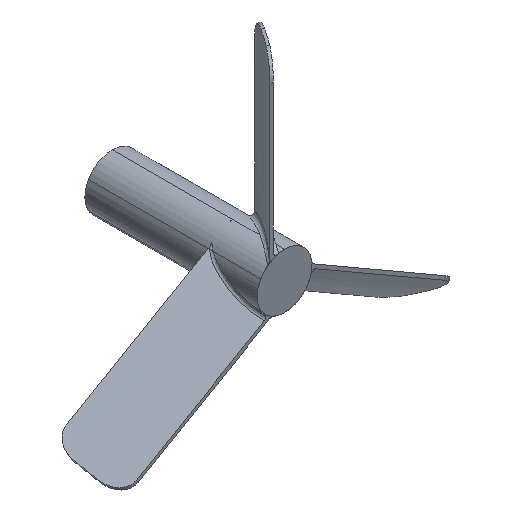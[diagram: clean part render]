
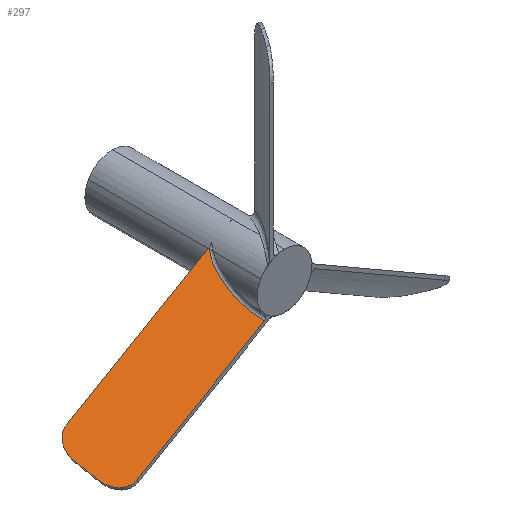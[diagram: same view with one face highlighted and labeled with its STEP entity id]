
A CAD part, isometric view. The second image highlights one B-rep face of the part: STEP entity #297.
In plain terms, the highlighted cylindrical face has radius 115.795 mm (diameter 231.59 mm), a partial arc.
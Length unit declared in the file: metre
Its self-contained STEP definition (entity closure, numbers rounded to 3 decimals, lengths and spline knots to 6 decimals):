
#45 = DIRECTION ( 'NONE',  ( 0.5, 0., -0.866 ) ) ;
#97 = CARTESIAN_POINT ( 'NONE',  ( -0.039086, 0.000011, -0.025317 ) ) ;
#141 = VERTEX_POINT ( 'NONE', #2527 ) ;
#152 = CARTESIAN_POINT ( 'NONE',  ( -0.046977, 0.010601, -0.020898 ) ) ;
#178 = CARTESIAN_POINT ( 'NONE',  ( -0.004189, 0.010994, 0.0041 ) ) ;
#186 = CARTESIAN_POINT ( 'NONE',  ( -0.001567, 0., -0.003666 ) ) ;
#208 = EDGE_CURVE ( 'NONE', #141, #2275, #690, .T. ) ;
#233 = FACE_OUTER_BOUND ( 'NONE', #2342, .T. ) ;
#294 = CARTESIAN_POINT ( 'NONE',  ( -0.043902, 0.002964, -0.025377 ) ) ;
#295 = ORIENTED_EDGE ( 'NONE', *, *, #332, .T. ) ;
#297 = ADVANCED_FACE ( 'NONE', ( #233 ), #2297, .T. ) ;
#324 = CARTESIAN_POINT ( 'NONE',  ( -0.046779, 0.01, -0.02124 ) ) ;
#332 = EDGE_CURVE ( 'NONE', #1872, #1191, #2607, .T. ) ;
#343 = CARTESIAN_POINT ( 'NONE',  ( -0.004275, 0.008412, 0.002073 ) ) ;
#348 = CARTESIAN_POINT ( 'NONE',  ( -0.046595, 0.013618, -0.018491 ) ) ;
#357 = VECTOR ( 'NONE', #1976, 1. ) ;
#448 = LINE ( 'NONE', #887, #357 ) ;
#470 = CARTESIAN_POINT ( 'NONE',  ( -0.041461, 0.000806, -0.025937 ) ) ;
#476 = EDGE_CURVE ( 'NONE', #993, #2275, #2188, .T. ) ;
#555 = CARTESIAN_POINT ( 'NONE',  ( -0.045775, 0.014484, -0.017417 ) ) ;
#581 = CARTESIAN_POINT ( 'NONE',  ( -0.044319, 0.015, -0.016224 ) ) ;
#690 = LINE ( 'NONE', #1081, #1912 ) ;
#692 = CARTESIAN_POINT ( 'NONE',  ( -0.045036, 0.005, -0.024259 ) ) ;
#723 = AXIS2_PLACEMENT_3D ( 'NONE', #2522, #844, #1698 ) ;
#777 = CARTESIAN_POINT ( 'NONE',  ( -0.047067, 0.01206, -0.019875 ) ) ;
#786 = B_SPLINE_CURVE_WITH_KNOTS ( 'NONE', 3,
 ( #1600, #581, #1165, #1411, #1386, #555, #2227, #2253, #1179, #1397, #348, #1204, #2048, #2473, #777, #1002, #152, #800 ),
 .UNSPECIFIED., .F., .F.,
 ( 4, 2, 2, 2, 2, 2, 2, 2, 4 ),
 ( 0., 0.001067, 0.002134, 0.002667, 0.003201, 0.004268, 0.005335, 0.006402, 0.008536 ),
 .UNSPECIFIED. ) ;
#800 = CARTESIAN_POINT ( 'NONE',  ( -0.046779, 0.01, -0.02124 ) ) ;
#802 = CARTESIAN_POINT ( 'NONE',  ( -0.004254, 0.010357, 0.003585 ) ) ;
#813 = CARTESIAN_POINT ( 'NONE',  ( -0.002295, 0.001256, -0.002902 ) ) ;
#844 = DIRECTION ( 'NONE',  ( 0.866, 0., 0.5 ) ) ;
#887 = CARTESIAN_POINT ( 'NONE',  ( -0.043086, 0., -0.027637 ) ) ;
#905 = CARTESIAN_POINT ( 'NONE',  ( -0.0432, 0.00216, -0.025693 ) ) ;
#993 = VERTEX_POINT ( 'NONE', #1710 ) ;
#1002 = CARTESIAN_POINT ( 'NONE',  ( -0.047077, 0.011191, -0.020515 ) ) ;
#1005 = CARTESIAN_POINT ( 'NONE',  ( -0.003456, 0.013681, 0.006459 ) ) ;
#1014 = CARTESIAN_POINT ( 'NONE',  ( -0.003797, 0.012825, 0.005659 ) ) ;
#1038 = CARTESIAN_POINT ( 'NONE',  ( -0.038756, 0., -0.025137 ) ) ;
#1063 = CARTESIAN_POINT ( 'NONE',  ( 0.001571, 0.073698, -0.104986 ) ) ;
#1081 = CARTESIAN_POINT ( 'NONE',  ( -0.048336, 0.015, -0.018543 ) ) ;
#1098 = CARTESIAN_POINT ( 'NONE',  ( -0.039598, 0.000084, -0.025543 ) ) ;
#1122 = CARTESIAN_POINT ( 'NONE',  ( -0.042087, 0.001209, -0.025923 ) ) ;
#1152 = CARTESIAN_POINT ( 'NONE',  ( -0.042388, 0.001435, -0.025888 ) ) ;
#1154 = ORIENTED_EDGE ( 'NONE', *, *, #2172, .T. ) ;
#1165 = CARTESIAN_POINT ( 'NONE',  ( -0.044613, 0.014961, -0.01642 ) ) ;
#1179 = CARTESIAN_POINT ( 'NONE',  ( -0.046185, 0.014138, -0.017892 ) ) ;
#1191 = VERTEX_POINT ( 'NONE', #1508 ) ;
#1204 = CARTESIAN_POINT ( 'NONE',  ( -0.04683, 0.013137, -0.018966 ) ) ;
#1344 = CARTESIAN_POINT ( 'NONE',  ( -0.038756, 0., -0.025137 ) ) ;
#1359 = CARTESIAN_POINT ( 'NONE',  ( -0.040627, 0.000401, -0.025837 ) ) ;
#1379 = CARTESIAN_POINT ( 'NONE',  ( -0.00396, 0.012227, 0.005136 ) ) ;
#1386 = CARTESIAN_POINT ( 'NONE',  ( -0.045429, 0.014698, -0.01707 ) ) ;
#1397 = CARTESIAN_POINT ( 'NONE',  ( -0.04645, 0.013839, -0.018253 ) ) ;
#1411 = CARTESIAN_POINT ( 'NONE',  ( -0.045168, 0.014811, -0.016843 ) ) ;
#1508 = CARTESIAN_POINT ( 'NONE',  ( -0.045036, 0.005, -0.024259 ) ) ;
#1525 = CARTESIAN_POINT ( 'NONE',  ( -0.038919, 0., -0.025231 ) ) ;
#1554 = CARTESIAN_POINT ( 'NONE',  ( -0.042942, 0.00191, -0.025773 ) ) ;
#1600 = CARTESIAN_POINT ( 'NONE',  ( -0.044006, 0.015, -0.016043 ) ) ;
#1609 = CARTESIAN_POINT ( 'NONE',  ( -0.00409, 0.006456, 0.000616 ) ) ;
#1637 = CARTESIAN_POINT ( 'NONE',  ( -0.002894, 0.002536, -0.00208 ) ) ;
#1698 = DIRECTION ( 'NONE',  ( 0.5, 0., -0.866 ) ) ;
#1710 = CARTESIAN_POINT ( 'NONE',  ( -0.001567, 0., -0.003666 ) ) ;
#1729 = CARTESIAN_POINT ( 'NONE',  ( -0.039941, 0.000166, -0.025664 ) ) ;
#1811 = CARTESIAN_POINT ( 'NONE',  ( -0.002661, 0.015, 0.007827 ) ) ;
#1844 = CARTESIAN_POINT ( 'NONE',  ( -0.003326, 0.013959, 0.006728 ) ) ;
#1856 = ORIENTED_EDGE ( 'NONE', *, *, #2488, .T. ) ;
#1872 = VERTEX_POINT ( 'NONE', #324 ) ;
#1898 = AXIS2_PLACEMENT_3D ( 'NONE', #1063, #2565, #45 ) ;
#1912 = VECTOR ( 'NONE', #1922, 1. ) ;
#1922 = DIRECTION ( 'NONE',  ( 0.866, 0., 0.5 ) ) ;
#1957 = ORIENTED_EDGE ( 'NONE', *, *, #208, .F. ) ;
#1966 = CARTESIAN_POINT ( 'NONE',  ( -0.044814, 0.004397, -0.024644 ) ) ;
#1969 = VERTEX_POINT ( 'NONE', #1038 ) ;
#1976 = DIRECTION ( 'NONE',  ( 0.866, 0., 0.5 ) ) ;
#1995 = CARTESIAN_POINT ( 'NONE',  ( -0.040455, 0.000333, -0.025802 ) ) ;
#2043 = CARTESIAN_POINT ( 'NONE',  ( -0.003153, 0.003184, -0.001651 ) ) ;
#2048 = CARTESIAN_POINT ( 'NONE',  ( -0.046919, 0.012877, -0.019202 ) ) ;
#2051 = CARTESIAN_POINT ( 'NONE',  ( -0.001955, 0.000624, -0.003295 ) ) ;
#2053 = B_SPLINE_CURVE_WITH_KNOTS ( 'NONE', 3,
 ( #692, #1966, #2173, #294, #2350, #905, #1554, #1152, #1122, #470, #2379, #1359, #1995, #2584, #1729, #1098, #2570, #97, #1525, #1344 ),
 .UNSPECIFIED., .F., .F.,
 ( 4, 2, 2, 2, 2, 2, 2, 2, 2, 4 ),
 ( 0., 0.002216, 0.003324, 0.004432, 0.005539, 0.006647, 0.007201, 0.007755, 0.008309, 0.008863 ),
 .UNSPECIFIED. ) ;
#2172 = EDGE_CURVE ( 'NONE', #1969, #993, #448, .T. ) ;
#2173 = CARTESIAN_POINT ( 'NONE',  ( -0.044503, 0.003813, -0.024972 ) ) ;
#2188 = B_SPLINE_CURVE_WITH_KNOTS ( 'NONE', 3,
 ( #186, #2051, #813, #1637, #2043, #2269, #1609, #343, #2446, #802, #178, #1379, #1014, #1005, #1844, #2460, #2220, #1811 ),
 .UNSPECIFIED., .F., .F.,
 ( 4, 2, 2, 2, 2, 2, 2, 2, 4 ),
 ( 0., 0.002452, 0.004904, 0.009809, 0.012261, 0.014713, 0.017165, 0.018391, 0.019617 ),
 .UNSPECIFIED. ) ;
#2220 = CARTESIAN_POINT ( 'NONE',  ( -0.002855, 0.014758, 0.007551 ) ) ;
#2227 = CARTESIAN_POINT ( 'NONE',  ( -0.045884, 0.014405, -0.017534 ) ) ;
#2253 = CARTESIAN_POINT ( 'NONE',  ( -0.046088, 0.014233, -0.017771 ) ) ;
#2264 = ORIENTED_EDGE ( 'NONE', *, *, #476, .T. ) ;
#2269 = CARTESIAN_POINT ( 'NONE',  ( -0.003812, 0.005149, -0.000315 ) ) ;
#2275 = VERTEX_POINT ( 'NONE', #2623 ) ;
#2297 = CYLINDRICAL_SURFACE ( 'NONE', #1898, 0.115795 ) ;
#2342 = EDGE_LOOP ( 'NONE', ( #1154, #2264, #1957, #2482, #295, #1856 ) ) ;
#2350 = CARTESIAN_POINT ( 'NONE',  ( -0.043679, 0.002686, -0.025496 ) ) ;
#2379 = CARTESIAN_POINT ( 'NONE',  ( -0.041136, 0.000627, -0.025917 ) ) ;
#2446 = CARTESIAN_POINT ( 'NONE',  ( -0.004297, 0.009064, 0.002571 ) ) ;
#2460 = CARTESIAN_POINT ( 'NONE',  ( -0.003026, 0.014498, 0.007274 ) ) ;
#2473 = CARTESIAN_POINT ( 'NONE',  ( -0.047036, 0.01234, -0.019655 ) ) ;
#2482 = ORIENTED_EDGE ( 'NONE', *, *, #2690, .T. ) ;
#2488 = EDGE_CURVE ( 'NONE', #1191, #1969, #2053, .T. ) ;
#2522 = CARTESIAN_POINT ( 'NONE',  ( 0.001571, 0.073698, -0.104986 ) ) ;
#2527 = CARTESIAN_POINT ( 'NONE',  ( -0.044006, 0.015, -0.016043 ) ) ;
#2565 = DIRECTION ( 'NONE',  ( 0.866, 0., 0.5 ) ) ;
#2570 = CARTESIAN_POINT ( 'NONE',  ( -0.039425, 0.000053, -0.025473 ) ) ;
#2584 = CARTESIAN_POINT ( 'NONE',  ( -0.040112, 0.000216, -0.025715 ) ) ;
#2607 = CIRCLE ( 'NONE', #723, 0.115795 ) ;
#2623 = CARTESIAN_POINT ( 'NONE',  ( -0.002661, 0.015, 0.007827 ) ) ;
#2690 = EDGE_CURVE ( 'NONE', #141, #1872, #786, .T. ) ;
